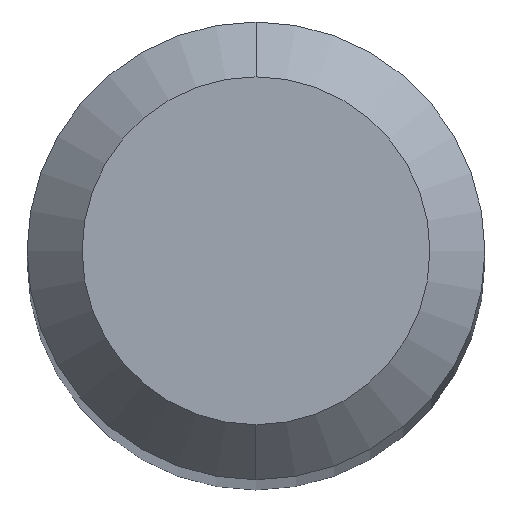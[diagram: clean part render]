
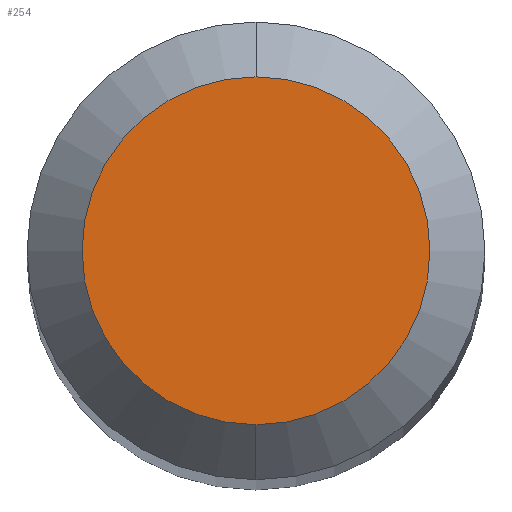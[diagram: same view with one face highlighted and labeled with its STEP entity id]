
A CAD part, top view. The second image highlights one B-rep face of the part: STEP entity #254.
In plain terms, the highlighted planar face has unit normal (0, 0, 1).
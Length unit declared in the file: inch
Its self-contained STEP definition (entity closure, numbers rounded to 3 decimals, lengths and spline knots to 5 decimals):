
#17 = CARTESIAN_POINT ( 'NONE',  ( 0., -0.0475, 0. ) ) ;
#34 = EDGE_CURVE ( 'NONE', #304, #312, #94, .T. ) ;
#47 = DIRECTION ( 'NONE',  ( 0., 0., 1. ) ) ;
#49 = ORIENTED_EDGE ( 'NONE', *, *, #180, .T. ) ;
#92 = DIRECTION ( 'NONE',  ( 0., 1., 0. ) ) ;
#94 = CIRCLE ( 'NONE', #361, 0.0475 ) ;
#157 = CARTESIAN_POINT ( 'NONE',  ( 0., 0.0475, 0. ) ) ;
#160 = ORIENTED_EDGE ( 'NONE', *, *, #34, .T. ) ;
#180 = EDGE_CURVE ( 'NONE', #312, #304, #416, .T. ) ;
#183 = DIRECTION ( 'NONE',  ( 0., 0., 1. ) ) ;
#189 = AXIS2_PLACEMENT_3D ( 'NONE', #157, #433, #92 ) ;
#201 = DIRECTION ( 'NONE',  ( 0., -1., 0. ) ) ;
#205 = CARTESIAN_POINT ( 'NONE',  ( 0., 0., 0. ) ) ;
#243 = EDGE_LOOP ( 'NONE', ( #49, #160 ) ) ;
#254 = ADVANCED_FACE ( 'NONE', ( #272 ), #477, .F. ) ;
#272 = FACE_OUTER_BOUND ( 'NONE', #243, .T. ) ;
#296 = CARTESIAN_POINT ( 'NONE',  ( 0., 0.0475, 0. ) ) ;
#304 = VERTEX_POINT ( 'NONE', #17 ) ;
#312 = VERTEX_POINT ( 'NONE', #296 ) ;
#339 = DIRECTION ( 'NONE',  ( 0., -1., 0. ) ) ;
#361 = AXIS2_PLACEMENT_3D ( 'NONE', #205, #47, #201 ) ;
#409 = CARTESIAN_POINT ( 'NONE',  ( 0., 0., 0. ) ) ;
#416 = CIRCLE ( 'NONE', #490, 0.0475 ) ;
#433 = DIRECTION ( 'NONE',  ( 0., 0., -1. ) ) ;
#477 = PLANE ( 'NONE',  #189 ) ;
#490 = AXIS2_PLACEMENT_3D ( 'NONE', #409, #183, #339 ) ;
